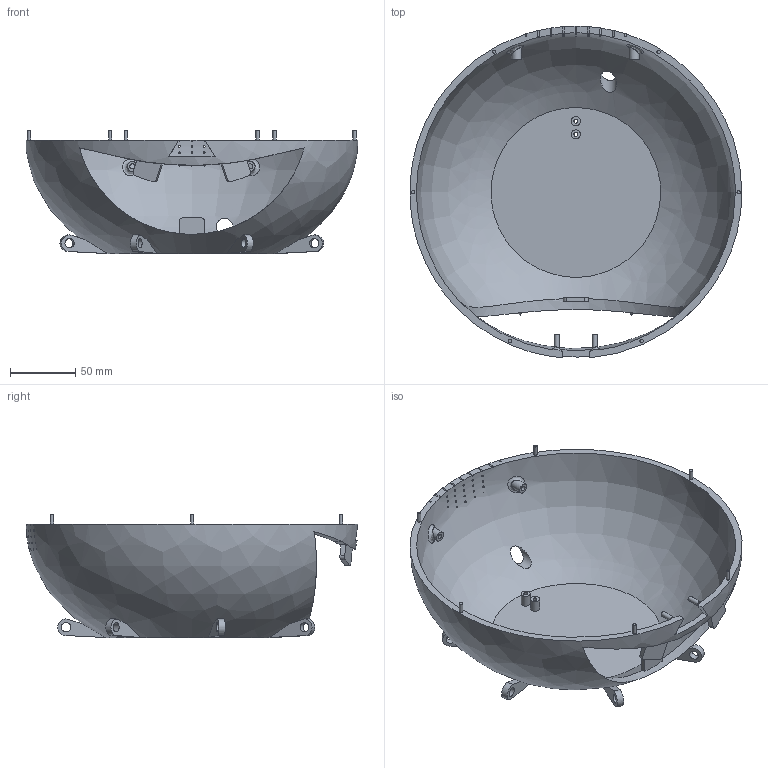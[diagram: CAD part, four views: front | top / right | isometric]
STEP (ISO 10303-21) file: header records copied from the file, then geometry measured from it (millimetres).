
FILE_DESCRIPTION(/* description */ (''),/* implementation_level */ '2;1');
FILE_NAME(/* name */ 'Cauldron Bottom Half.step',/* time_stamp */ '2025-11-07T12:58:32-08:00',/* author */ (''),/* organization */ (''),/* preprocessor_version */ 'ST-DEVELOPER v20.1',/* originating_system */ 'Autodesk Translation Framework v14.17.0.0',/* authorisation */ '');
FILE_SCHEMA (('AUTOMOTIVE_DESIGN { 1 0 10303 214 3 1 1 }'));
Length unit declared in the file: inch
Products named in the file (2): Cauldron (Chained); 2025-10-07-12-47-35-604
Assembly tree (1 placements, depth 2):
  Cauldron (Chained)
    2025-10-07-12-47-35-604
Bounding box: 253.79 x 253.59 x 94.45 mm (x, y, z)
Volume: 390734.9 mm3; surface area: 166525.4 mm2
Topology: 1 solids, 1 shells, 205 faces, 522 edges, 366 vertices
Faces by surface type: plane 98, cylinder 95, bspline 12
Full cylindrical faces by diameter (mm): 1.27 x34, 2.032 x2, 2.54 x6, 3 x2, 3.81 x2, 4 x2, 7 x8, 7.184 x7, 7.62 x2, 12.7 x1
Entity records: 11435 total; most frequent: CARTESIAN_POINT 6556, ORIENTED_EDGE 1044, DIRECTION 810, EDGE_CURVE 522, VERTEX_POINT 366, AXIS2_PLACEMENT_3D 317, EDGE_LOOP 310, B_SPLINE_CURVE_WITH_KNOTS 225
